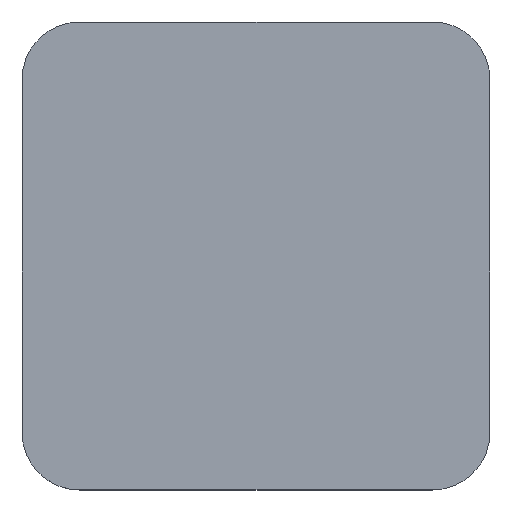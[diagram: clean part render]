
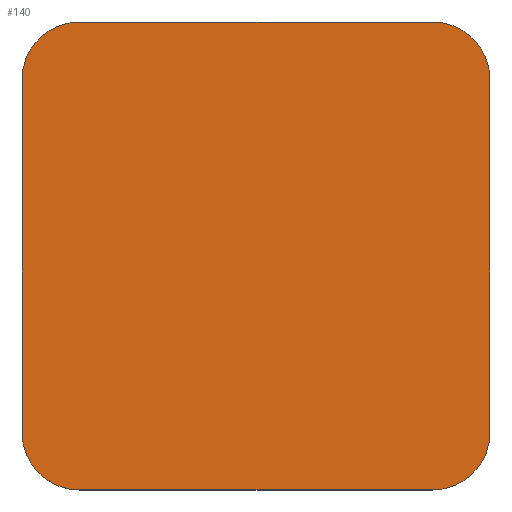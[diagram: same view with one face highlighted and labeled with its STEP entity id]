
A CAD part, top view. The second image highlights one B-rep face of the part: STEP entity #140.
In plain terms, the highlighted planar face has unit normal (0, 0, 1).
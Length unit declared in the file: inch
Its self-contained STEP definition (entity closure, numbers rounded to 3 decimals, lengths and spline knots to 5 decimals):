
#140=ADVANCED_FACE('',(#260),#261,.T.);
#260=FACE_OUTER_BOUND('',#401,.T.);
#261=PLANE('',#402);
#401=EDGE_LOOP('',(#647,#648,#649,#650,#651,#652,#653,#654));
#402=AXIS2_PLACEMENT_3D('',#655,#656,#657);
#647=ORIENTED_EDGE('',*,*,#747,.F.);
#648=ORIENTED_EDGE('',*,*,#710,.F.);
#649=ORIENTED_EDGE('',*,*,#715,.F.);
#650=ORIENTED_EDGE('',*,*,#705,.F.);
#651=ORIENTED_EDGE('',*,*,#761,.F.);
#652=ORIENTED_EDGE('',*,*,#719,.F.);
#653=ORIENTED_EDGE('',*,*,#695,.F.);
#654=ORIENTED_EDGE('',*,*,#763,.F.);
#655=CARTESIAN_POINT('',(0.3125,0.59363,0.06));
#656=DIRECTION('',(0.0,0.0,1.0));
#657=DIRECTION('',(1.0,0.0,0.0));
#695=EDGE_CURVE('',#821,#822,#823,.T.);
#705=EDGE_CURVE('',#839,#840,#841,.T.);
#710=EDGE_CURVE('',#848,#849,#850,.T.);
#715=EDGE_CURVE('',#840,#848,#857,.T.);
#719=EDGE_CURVE('',#822,#861,#862,.T.);
#747=EDGE_CURVE('',#849,#897,#898,.T.);
#761=EDGE_CURVE('',#861,#839,#915,.T.);
#763=EDGE_CURVE('',#897,#821,#917,.T.);
#821=VERTEX_POINT('',#993);
#822=VERTEX_POINT('',#994);
#823=B_SPLINE_CURVE_WITH_KNOTS('',3,(#995,#996,#997,#998),.UNSPECIFIED.,.F.,.F.,(4,4),(0.0,1.0),.UNSPECIFIED.);
#839=VERTEX_POINT('',#1021);
#840=VERTEX_POINT('',#1022);
#841=LINE('',#1023,#1024);
#848=VERTEX_POINT('',#1034);
#849=VERTEX_POINT('',#1035);
#850=LINE('',#1036,#1037);
#857=B_SPLINE_CURVE_WITH_KNOTS('',3,(#1047,#1048,#1049,#1050),.UNSPECIFIED.,.F.,.F.,(4,4),(0.0,1.0),.UNSPECIFIED.);
#861=VERTEX_POINT('',#1057);
#862=LINE('',#1058,#1059);
#897=VERTEX_POINT('',#1110);
#898=B_SPLINE_CURVE_WITH_KNOTS('',3,(#1111,#1112,#1113,#1114),.UNSPECIFIED.,.F.,.F.,(4,4),(0.0,1.0),.UNSPECIFIED.);
#915=B_SPLINE_CURVE_WITH_KNOTS('',3,(#1143,#1144,#1145,#1146),.UNSPECIFIED.,.F.,.F.,(4,4),(0.0,1.0),.UNSPECIFIED.);
#917=LINE('',#1148,#1149);
#993=CARTESIAN_POINT('',(0.00625,0.18738,0.06));
#994=CARTESIAN_POINT('',(-0.09375,0.28739,0.06));
#995=CARTESIAN_POINT('',(0.00625,0.18738,0.06));
#996=CARTESIAN_POINT('',(-0.04898,0.18738,0.06));
#997=CARTESIAN_POINT('',(-0.09375,0.23217,0.06));
#998=CARTESIAN_POINT('',(-0.09375,0.28739,0.06));
#1021=CARTESIAN_POINT('',(0.00625,0.99988,0.06));
#1022=CARTESIAN_POINT('',(0.61875,0.99988,0.06));
#1023=CARTESIAN_POINT('',(0.00625,0.99988,0.06));
#1024=VECTOR('',#1200,1.0);
#1034=CARTESIAN_POINT('',(0.71875,0.89988,0.06));
#1035=CARTESIAN_POINT('',(0.71875,0.28739,0.06));
#1036=CARTESIAN_POINT('',(0.71875,0.89988,0.06));
#1037=VECTOR('',#1204,1.0);
#1047=CARTESIAN_POINT('',(0.61875,0.99988,0.06));
#1048=CARTESIAN_POINT('',(0.67398,0.99988,0.06));
#1049=CARTESIAN_POINT('',(0.71875,0.95511,0.06));
#1050=CARTESIAN_POINT('',(0.71875,0.89988,0.06));
#1057=CARTESIAN_POINT('',(-0.09375,0.89988,0.06));
#1058=CARTESIAN_POINT('',(-0.09375,0.28739,0.06));
#1059=VECTOR('',#1208,1.0);
#1110=CARTESIAN_POINT('',(0.61875,0.18738,0.06));
#1111=CARTESIAN_POINT('',(0.71875,0.28739,0.06));
#1112=CARTESIAN_POINT('',(0.71875,0.23217,0.06));
#1113=CARTESIAN_POINT('',(0.67398,0.18738,0.06));
#1114=CARTESIAN_POINT('',(0.61875,0.18738,0.06));
#1143=CARTESIAN_POINT('',(-0.09375,0.89988,0.06));
#1144=CARTESIAN_POINT('',(-0.09375,0.95511,0.06));
#1145=CARTESIAN_POINT('',(-0.04898,0.99988,0.06));
#1146=CARTESIAN_POINT('',(0.00625,0.99988,0.06));
#1148=CARTESIAN_POINT('',(0.61875,0.18738,0.06));
#1149=VECTOR('',#1237,1.0);
#1200=DIRECTION('',(1.0,0.0,0.0));
#1204=DIRECTION('',(0.0,-1.0,0.0));
#1208=DIRECTION('',(0.0,1.0,0.0));
#1237=DIRECTION('',(-1.0,0.0,0.0));
